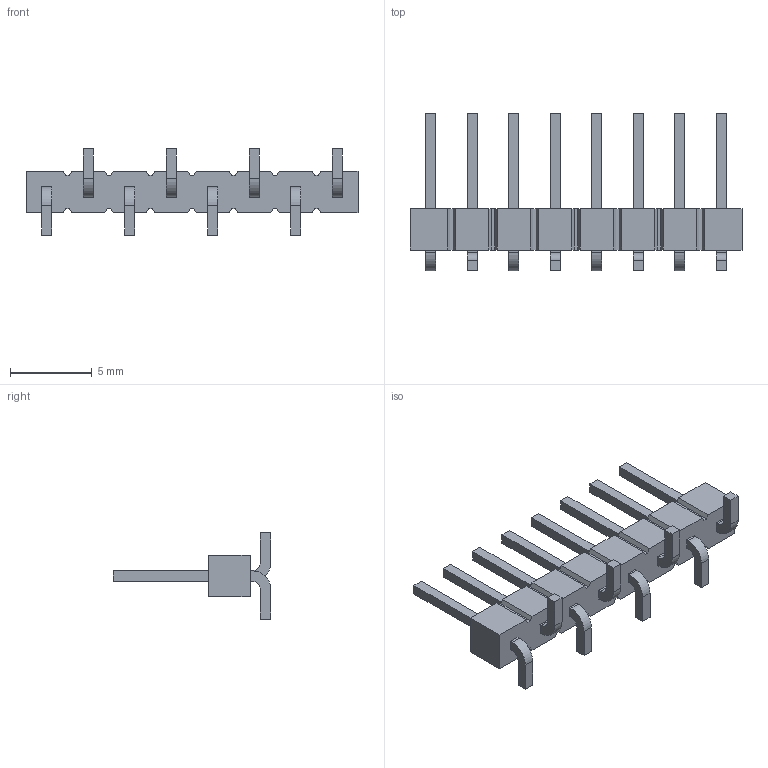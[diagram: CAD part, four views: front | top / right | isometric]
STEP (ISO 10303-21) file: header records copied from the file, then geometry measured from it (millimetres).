
FILE_DESCRIPTION(/* description */ ('STEP AP214'),/* implementation_level */ '2;1');
FILE_NAME(/* name */ 'TSM-108-01-L-SV',/* time_stamp */ '2022-09-29T03:21:53+02:00',/* author */ ('License CC BY-ND 4.0'),/* organization */ ('CADENAS'),/* preprocessor_version */ 'ST-DEVELOPER v18.102',/* originating_system */ 'PARTsolutions',/* authorisation */ ' ');
FILE_SCHEMA (('AUTOMOTIVE_DESIGN {1 0 10303 214 3 1 1}'));
Length unit declared in the file: inch
Products named in the file (3): TSM-108-01-L-SV; T-1S6-16(-01-8-SV); TSM-108-01-SV_body
Assembly tree (2 placements, depth 2):
  TSM-108-01-L-SV
    T-1S6-16(-01-8-SV)
    TSM-108-01-SV_body
Bounding box: 20.32 x 9.65 x 5.28 mm (x, y, z)
Volume: 158.4 mm3; surface area: 537.9 mm2
Topology: 2 solids, 2 shells, 208 faces, 576 edges, 384 vertices
Faces by surface type: plane 192, cylinder 16
Entity records: 6642 total; most frequent: CARTESIAN_POINT 1171, ORIENTED_EDGE 1152, DIRECTION 1030, EDGE_CURVE 576, LINE 544, VECTOR 544, VERTEX_POINT 384, AXIS2_PLACEMENT_3D 243
